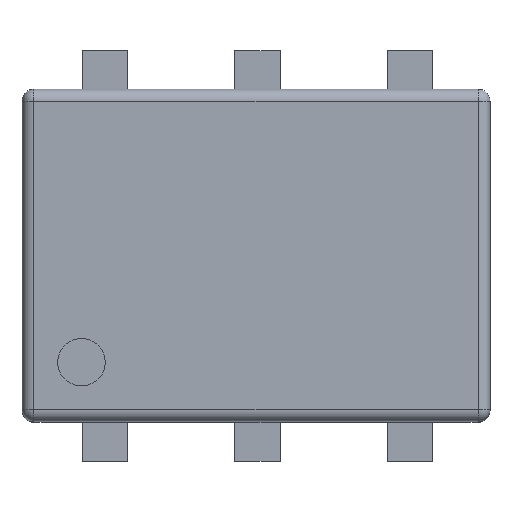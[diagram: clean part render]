
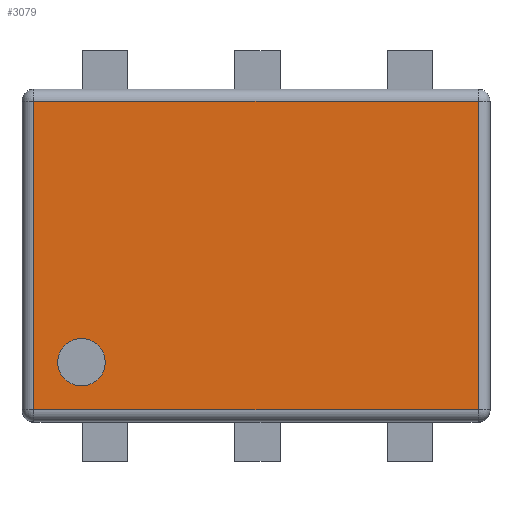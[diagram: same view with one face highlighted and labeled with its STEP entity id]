
A CAD part, top view. The second image highlights one B-rep face of the part: STEP entity #3079.
In plain terms, the highlighted planar face has unit normal (0, 0, 1).
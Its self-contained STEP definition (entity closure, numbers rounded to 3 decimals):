
#100 = CYLINDRICAL_SURFACE('',#101,0.2);
#101 = AXIS2_PLACEMENT_3D('',#102,#103,#104);
#102 = CARTESIAN_POINT('',(0.,0.2,5.03));
#103 = DIRECTION('',(1.,0.,0.));
#104 = DIRECTION('',(0.,-1.,-0.));
#1195 = VERTEX_POINT('',#1196);
#1196 = CARTESIAN_POINT('',(0.2,0.2,5.23));
#1218 = EDGE_CURVE('',#1195,#1219,#1221,.T.);
#1219 = VERTEX_POINT('',#1220);
#1220 = CARTESIAN_POINT('',(7.67,0.2,5.23));
#1221 = SURFACE_CURVE('',#1222,(#1226,#1233),.PCURVE_S1.);
#1222 = LINE('',#1223,#1224);
#1223 = CARTESIAN_POINT('',(0.,0.2,5.23));
#1224 = VECTOR('',#1225,1.);
#1225 = DIRECTION('',(1.,0.,0.));
#1226 = PCURVE('',#100,#1227);
#1227 = DEFINITIONAL_REPRESENTATION('',(#1228),#1232);
#1228 = LINE('',#1229,#1230);
#1229 = CARTESIAN_POINT('',(-1.571,0.));
#1230 = VECTOR('',#1231,1.);
#1231 = DIRECTION('',(-0.,1.));
#1232 = ( GEOMETRIC_REPRESENTATION_CONTEXT(2) 
PARAMETRIC_REPRESENTATION_CONTEXT() REPRESENTATION_CONTEXT('2D SPACE',''
  ) );
#1233 = PCURVE('',#1234,#1239);
#1234 = PLANE('',#1235);
#1235 = AXIS2_PLACEMENT_3D('',#1236,#1237,#1238);
#1236 = CARTESIAN_POINT('',(3.935,2.795,5.23));
#1237 = DIRECTION('',(0.,0.,1.));
#1238 = DIRECTION('',(1.,0.,0.));
#1239 = DEFINITIONAL_REPRESENTATION('',(#1240),#1244);
#1240 = LINE('',#1241,#1242);
#1241 = CARTESIAN_POINT('',(-3.935,-2.595));
#1242 = VECTOR('',#1243,1.);
#1243 = DIRECTION('',(1.,0.));
#1244 = ( GEOMETRIC_REPRESENTATION_CONTEXT(2) 
PARAMETRIC_REPRESENTATION_CONTEXT() REPRESENTATION_CONTEXT('2D SPACE',''
  ) );
#1516 = CYLINDRICAL_SURFACE('',#1517,0.2);
#1517 = AXIS2_PLACEMENT_3D('',#1518,#1519,#1520);
#1518 = CARTESIAN_POINT('',(7.87,5.39,5.03));
#1519 = DIRECTION('',(-1.,0.,0.));
#1520 = DIRECTION('',(0.,0.,1.));
#1806 = CYLINDRICAL_SURFACE('',#1807,0.2);
#1807 = AXIS2_PLACEMENT_3D('',#1808,#1809,#1810);
#1808 = CARTESIAN_POINT('',(0.2,5.59,5.03));
#1809 = DIRECTION('',(0.,-1.,0.));
#1810 = DIRECTION('',(-1.,-0.,0.));
#2940 = CYLINDRICAL_SURFACE('',#2941,0.2);
#2941 = AXIS2_PLACEMENT_3D('',#2942,#2943,#2944);
#2942 = CARTESIAN_POINT('',(7.67,0.,5.03));
#2943 = DIRECTION('',(0.,1.,0.));
#2944 = DIRECTION('',(1.,0.,-0.));
#3079 = ADVANCED_FACE('',(#3080,#3150),#1234,.T.);
#3080 = FACE_BOUND('',#3081,.T.);
#3081 = EDGE_LOOP('',(#3082,#3083,#3106,#3129));
#3082 = ORIENTED_EDGE('',*,*,#1218,.T.);
#3083 = ORIENTED_EDGE('',*,*,#3084,.T.);
#3084 = EDGE_CURVE('',#1219,#3085,#3087,.T.);
#3085 = VERTEX_POINT('',#3086);
#3086 = CARTESIAN_POINT('',(7.67,5.39,5.23));
#3087 = SURFACE_CURVE('',#3088,(#3092,#3099),.PCURVE_S1.);
#3088 = LINE('',#3089,#3090);
#3089 = CARTESIAN_POINT('',(7.67,0.,5.23));
#3090 = VECTOR('',#3091,1.);
#3091 = DIRECTION('',(0.,1.,0.));
#3092 = PCURVE('',#1234,#3093);
#3093 = DEFINITIONAL_REPRESENTATION('',(#3094),#3098);
#3094 = LINE('',#3095,#3096);
#3095 = CARTESIAN_POINT('',(3.735,-2.795));
#3096 = VECTOR('',#3097,1.);
#3097 = DIRECTION('',(0.,1.));
#3098 = ( GEOMETRIC_REPRESENTATION_CONTEXT(2) 
PARAMETRIC_REPRESENTATION_CONTEXT() REPRESENTATION_CONTEXT('2D SPACE',''
  ) );
#3099 = PCURVE('',#2940,#3100);
#3100 = DEFINITIONAL_REPRESENTATION('',(#3101),#3105);
#3101 = LINE('',#3102,#3103);
#3102 = CARTESIAN_POINT('',(-1.571,0.));
#3103 = VECTOR('',#3104,1.);
#3104 = DIRECTION('',(-0.,1.));
#3105 = ( GEOMETRIC_REPRESENTATION_CONTEXT(2) 
PARAMETRIC_REPRESENTATION_CONTEXT() REPRESENTATION_CONTEXT('2D SPACE',''
  ) );
#3106 = ORIENTED_EDGE('',*,*,#3107,.T.);
#3107 = EDGE_CURVE('',#3085,#3108,#3110,.T.);
#3108 = VERTEX_POINT('',#3109);
#3109 = CARTESIAN_POINT('',(0.2,5.39,5.23));
#3110 = SURFACE_CURVE('',#3111,(#3115,#3122),.PCURVE_S1.);
#3111 = LINE('',#3112,#3113);
#3112 = CARTESIAN_POINT('',(7.87,5.39,5.23));
#3113 = VECTOR('',#3114,1.);
#3114 = DIRECTION('',(-1.,0.,0.));
#3115 = PCURVE('',#1234,#3116);
#3116 = DEFINITIONAL_REPRESENTATION('',(#3117),#3121);
#3117 = LINE('',#3118,#3119);
#3118 = CARTESIAN_POINT('',(3.935,2.595));
#3119 = VECTOR('',#3120,1.);
#3120 = DIRECTION('',(-1.,0.));
#3121 = ( GEOMETRIC_REPRESENTATION_CONTEXT(2) 
PARAMETRIC_REPRESENTATION_CONTEXT() REPRESENTATION_CONTEXT('2D SPACE',''
  ) );
#3122 = PCURVE('',#1516,#3123);
#3123 = DEFINITIONAL_REPRESENTATION('',(#3124),#3128);
#3124 = LINE('',#3125,#3126);
#3125 = CARTESIAN_POINT('',(0.,0.));
#3126 = VECTOR('',#3127,1.);
#3127 = DIRECTION('',(0.,1.));
#3128 = ( GEOMETRIC_REPRESENTATION_CONTEXT(2) 
PARAMETRIC_REPRESENTATION_CONTEXT() REPRESENTATION_CONTEXT('2D SPACE',''
  ) );
#3129 = ORIENTED_EDGE('',*,*,#3130,.T.);
#3130 = EDGE_CURVE('',#3108,#1195,#3131,.T.);
#3131 = SURFACE_CURVE('',#3132,(#3136,#3143),.PCURVE_S1.);
#3132 = LINE('',#3133,#3134);
#3133 = CARTESIAN_POINT('',(0.2,5.59,5.23));
#3134 = VECTOR('',#3135,1.);
#3135 = DIRECTION('',(0.,-1.,0.));
#3136 = PCURVE('',#1234,#3137);
#3137 = DEFINITIONAL_REPRESENTATION('',(#3138),#3142);
#3138 = LINE('',#3139,#3140);
#3139 = CARTESIAN_POINT('',(-3.735,2.795));
#3140 = VECTOR('',#3141,1.);
#3141 = DIRECTION('',(0.,-1.));
#3142 = ( GEOMETRIC_REPRESENTATION_CONTEXT(2) 
PARAMETRIC_REPRESENTATION_CONTEXT() REPRESENTATION_CONTEXT('2D SPACE',''
  ) );
#3143 = PCURVE('',#1806,#3144);
#3144 = DEFINITIONAL_REPRESENTATION('',(#3145),#3149);
#3145 = LINE('',#3146,#3147);
#3146 = CARTESIAN_POINT('',(-1.571,0.));
#3147 = VECTOR('',#3148,1.);
#3148 = DIRECTION('',(-0.,1.));
#3149 = ( GEOMETRIC_REPRESENTATION_CONTEXT(2) 
PARAMETRIC_REPRESENTATION_CONTEXT() REPRESENTATION_CONTEXT('2D SPACE',''
  ) );
#3150 = FACE_BOUND('',#3151,.T.);
#3151 = EDGE_LOOP('',(#3152));
#3152 = ORIENTED_EDGE('',*,*,#3153,.F.);
#3153 = EDGE_CURVE('',#3154,#3154,#3156,.T.);
#3154 = VERTEX_POINT('',#3155);
#3155 = CARTESIAN_POINT('',(1.4,1.,5.23));
#3156 = SURFACE_CURVE('',#3157,(#3162,#3169),.PCURVE_S1.);
#3157 = CIRCLE('',#3158,0.4);
#3158 = AXIS2_PLACEMENT_3D('',#3159,#3160,#3161);
#3159 = CARTESIAN_POINT('',(1.,1.,5.23));
#3160 = DIRECTION('',(0.,0.,1.));
#3161 = DIRECTION('',(1.,0.,0.));
#3162 = PCURVE('',#1234,#3163);
#3163 = DEFINITIONAL_REPRESENTATION('',(#3164),#3168);
#3164 = CIRCLE('',#3165,0.4);
#3165 = AXIS2_PLACEMENT_2D('',#3166,#3167);
#3166 = CARTESIAN_POINT('',(-2.935,-1.795));
#3167 = DIRECTION('',(1.,0.));
#3168 = ( GEOMETRIC_REPRESENTATION_CONTEXT(2) 
PARAMETRIC_REPRESENTATION_CONTEXT() REPRESENTATION_CONTEXT('2D SPACE',''
  ) );
#3169 = PCURVE('',#3170,#3175);
#3170 = CYLINDRICAL_SURFACE('',#3171,0.4);
#3171 = AXIS2_PLACEMENT_3D('',#3172,#3173,#3174);
#3172 = CARTESIAN_POINT('',(1.,1.,5.23));
#3173 = DIRECTION('',(0.,0.,1.));
#3174 = DIRECTION('',(1.,0.,0.));
#3175 = DEFINITIONAL_REPRESENTATION('',(#3176),#3180);
#3176 = LINE('',#3177,#3178);
#3177 = CARTESIAN_POINT('',(0.,0.));
#3178 = VECTOR('',#3179,1.);
#3179 = DIRECTION('',(1.,0.));
#3180 = ( GEOMETRIC_REPRESENTATION_CONTEXT(2) 
PARAMETRIC_REPRESENTATION_CONTEXT() REPRESENTATION_CONTEXT('2D SPACE',''
  ) );
